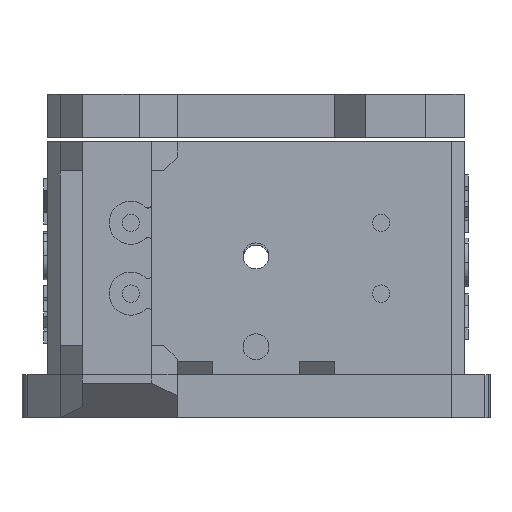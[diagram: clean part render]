
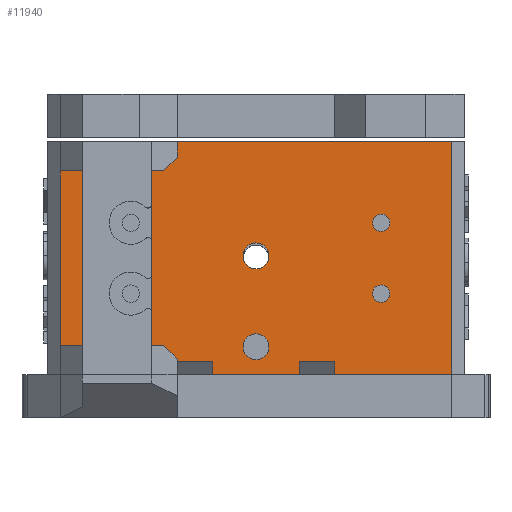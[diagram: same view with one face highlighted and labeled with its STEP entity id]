
A CAD part, front view. The second image highlights one B-rep face of the part: STEP entity #11940.
In plain terms, the highlighted planar face has unit normal (0, -1, 0).
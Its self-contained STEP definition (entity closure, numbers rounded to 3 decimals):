
#10702=CARTESIAN_POINT('',(61.334,-148.,-2.733));
#10703=VERTEX_POINT('',#10702);
#10712=CARTESIAN_POINT('',(62.834,-148.,-4.233));
#10713=VERTEX_POINT('',#10712);
#10714=CARTESIAN_POINT('',(62.834,-148.,-2.733));
#10715=DIRECTION('',(-0.,-1.,-0.));
#10716=DIRECTION('',(0.,0.,-1.));
#10717=AXIS2_PLACEMENT_3D('',#10714,#10715,#10716);
#10718=CIRCLE('',#10717,1.5);
#10719=EDGE_CURVE('',#10703,#10713,#10718,.T.);
#10721=CARTESIAN_POINT('',(62.834,-148.,-2.733));
#10722=DIRECTION('',(-0.,-1.,-0.));
#10723=DIRECTION('',(0.,0.,-1.));
#10724=AXIS2_PLACEMENT_3D('',#10721,#10722,#10723);
#10725=CIRCLE('',#10724,1.5);
#10726=EDGE_CURVE('',#10713,#10703,#10725,.T.);
#10753=CARTESIAN_POINT('',(85.535,-148.,-16.5));
#10754=VERTEX_POINT('',#10753);
#10763=CARTESIAN_POINT('',(71.949,-148.,-16.5));
#10764=VERTEX_POINT('',#10763);
#10765=CARTESIAN_POINT('',(85.535,-148.,-16.5));
#10766=DIRECTION('',(-1.,0.,0.));
#10767=VECTOR('',#10766,13.586);
#10768=LINE('',#10765,#10767);
#10769=EDGE_CURVE('',#10754,#10764,#10768,.T.);
#10787=CARTESIAN_POINT('',(67.834,-148.,-16.5));
#10788=VERTEX_POINT('',#10787);
#10795=CARTESIAN_POINT('',(57.834,-148.,-16.5));
#10796=VERTEX_POINT('',#10795);
#10797=CARTESIAN_POINT('',(67.834,-148.,-16.5));
#10798=DIRECTION('',(-1.,0.,0.));
#10799=VECTOR('',#10798,10.);
#10800=LINE('',#10797,#10799);
#10801=EDGE_CURVE('',#10788,#10796,#10800,.T.);
#11209=CARTESIAN_POINT('',(67.834,-148.,-15.));
#11210=VERTEX_POINT('',#11209);
#11211=CARTESIAN_POINT('',(67.834,-148.,-16.5));
#11212=DIRECTION('',(-0.,-0.,1.));
#11213=VECTOR('',#11212,1.5);
#11214=LINE('',#11211,#11213);
#11215=EDGE_CURVE('',#10788,#11210,#11214,.T.);
#11232=CARTESIAN_POINT('',(57.834,-148.,-15.));
#11233=VERTEX_POINT('',#11232);
#11234=CARTESIAN_POINT('',(57.834,-148.,-15.));
#11235=DIRECTION('',(0.,0.,-1.));
#11236=VECTOR('',#11235,1.5);
#11237=LINE('',#11234,#11236);
#11238=EDGE_CURVE('',#11233,#10796,#11237,.T.);
#11255=CARTESIAN_POINT('',(71.949,-148.,-15.));
#11256=VERTEX_POINT('',#11255);
#11257=CARTESIAN_POINT('',(71.949,-148.,-15.));
#11258=DIRECTION('',(-1.,0.,0.));
#11259=VECTOR('',#11258,4.115);
#11260=LINE('',#11257,#11259);
#11261=EDGE_CURVE('',#11256,#11210,#11260,.T.);
#11280=CARTESIAN_POINT('',(53.72,-148.,-15.));
#11281=VERTEX_POINT('',#11280);
#11282=CARTESIAN_POINT('',(57.834,-148.,-15.));
#11283=DIRECTION('',(-1.,0.,0.));
#11284=VECTOR('',#11283,4.115);
#11285=LINE('',#11282,#11284);
#11286=EDGE_CURVE('',#11233,#11281,#11285,.T.);
#11733=CARTESIAN_POINT('',(61.334,-148.,-13.267));
#11734=VERTEX_POINT('',#11733);
#11741=CARTESIAN_POINT('',(62.834,-148.,-14.767));
#11742=VERTEX_POINT('',#11741);
#11743=CARTESIAN_POINT('',(62.834,-148.,-13.267));
#11744=DIRECTION('',(-0.,-1.,-0.));
#11745=DIRECTION('',(0.,0.,-1.));
#11746=AXIS2_PLACEMENT_3D('',#11743,#11744,#11745);
#11747=CIRCLE('',#11746,1.5);
#11748=EDGE_CURVE('',#11734,#11742,#11747,.T.);
#11750=CARTESIAN_POINT('',(62.834,-148.,-13.267));
#11751=DIRECTION('',(-0.,-1.,-0.));
#11752=DIRECTION('',(0.,0.,-1.));
#11753=AXIS2_PLACEMENT_3D('',#11750,#11751,#11752);
#11754=CIRCLE('',#11753,1.5);
#11755=EDGE_CURVE('',#11742,#11734,#11754,.T.);
#11763=CARTESIAN_POINT('',(40.135,-148.,-16.5));
#11764=DIRECTION('',(-0.,-1.,-0.));
#11765=DIRECTION('',(1.,-0.,-0.));
#11766=AXIS2_PLACEMENT_3D('',#11763,#11764,#11765);
#11767=PLANE('',#11766);
#11768=CARTESIAN_POINT('',(85.535,-148.,10.5));
#11769=VERTEX_POINT('',#11768);
#11770=CARTESIAN_POINT('',(85.535,-148.,-16.5));
#11771=DIRECTION('',(0.,-0.,1.));
#11772=VECTOR('',#11771,27.);
#11773=LINE('',#11770,#11772);
#11774=EDGE_CURVE('',#10754,#11769,#11773,.T.);
#11775=ORIENTED_EDGE('',*,*,#11774,.T.);
#11776=CARTESIAN_POINT('',(53.72,-148.,10.5));
#11777=VERTEX_POINT('',#11776);
#11778=CARTESIAN_POINT('',(53.72,-148.,10.5));
#11779=DIRECTION('',(1.,-0.,-0.));
#11780=VECTOR('',#11779,31.815);
#11781=LINE('',#11778,#11780);
#11782=EDGE_CURVE('',#11777,#11769,#11781,.T.);
#11783=ORIENTED_EDGE('',*,*,#11782,.F.);
#11784=CARTESIAN_POINT('',(53.72,-148.,8.7));
#11785=VERTEX_POINT('',#11784);
#11786=CARTESIAN_POINT('',(53.72,-148.,10.5));
#11787=DIRECTION('',(-0.,0.,-1.));
#11788=VECTOR('',#11787,1.8);
#11789=LINE('',#11786,#11788);
#11790=EDGE_CURVE('',#11777,#11785,#11789,.T.);
#11791=ORIENTED_EDGE('',*,*,#11790,.T.);
#11792=CARTESIAN_POINT('',(52.12,-148.,7.1));
#11793=VERTEX_POINT('',#11792);
#11794=CARTESIAN_POINT('',(53.72,-148.,8.7));
#11795=DIRECTION('',(-0.707,0.,-0.707));
#11796=VECTOR('',#11795,2.263);
#11797=LINE('',#11794,#11796);
#11798=EDGE_CURVE('',#11785,#11793,#11797,.T.);
#11799=ORIENTED_EDGE('',*,*,#11798,.T.);
#11800=CARTESIAN_POINT('',(40.135,-148.,7.1));
#11801=VERTEX_POINT('',#11800);
#11802=CARTESIAN_POINT('',(52.12,-148.,7.1));
#11803=DIRECTION('',(-1.,0.,0.));
#11804=VECTOR('',#11803,11.985);
#11805=LINE('',#11802,#11804);
#11806=EDGE_CURVE('',#11793,#11801,#11805,.T.);
#11807=ORIENTED_EDGE('',*,*,#11806,.T.);
#11808=CARTESIAN_POINT('',(40.135,-148.,-13.1));
#11809=VERTEX_POINT('',#11808);
#11810=CARTESIAN_POINT('',(40.135,-148.,-13.1));
#11811=DIRECTION('',(0.,-0.,1.));
#11812=VECTOR('',#11811,20.2);
#11813=LINE('',#11810,#11812);
#11814=EDGE_CURVE('',#11809,#11801,#11813,.T.);
#11815=ORIENTED_EDGE('',*,*,#11814,.F.);
#11816=CARTESIAN_POINT('',(52.12,-148.,-13.1));
#11817=VERTEX_POINT('',#11816);
#11818=CARTESIAN_POINT('',(40.135,-148.,-13.1));
#11819=DIRECTION('',(1.,-0.,-0.));
#11820=VECTOR('',#11819,11.985);
#11821=LINE('',#11818,#11820);
#11822=EDGE_CURVE('',#11809,#11817,#11821,.T.);
#11823=ORIENTED_EDGE('',*,*,#11822,.T.);
#11824=CARTESIAN_POINT('',(53.72,-148.,-14.7));
#11825=VERTEX_POINT('',#11824);
#11826=CARTESIAN_POINT('',(52.12,-148.,-13.1));
#11827=DIRECTION('',(0.707,0.,-0.707));
#11828=VECTOR('',#11827,2.263);
#11829=LINE('',#11826,#11828);
#11830=EDGE_CURVE('',#11817,#11825,#11829,.T.);
#11831=ORIENTED_EDGE('',*,*,#11830,.T.);
#11832=CARTESIAN_POINT('',(53.72,-148.,-14.7));
#11833=DIRECTION('',(-0.,0.,-1.));
#11834=VECTOR('',#11833,0.3);
#11835=LINE('',#11832,#11834);
#11836=EDGE_CURVE('',#11825,#11281,#11835,.T.);
#11837=ORIENTED_EDGE('',*,*,#11836,.T.);
#11838=ORIENTED_EDGE('',*,*,#11286,.F.);
#11839=ORIENTED_EDGE('',*,*,#11238,.T.);
#11840=ORIENTED_EDGE('',*,*,#10801,.F.);
#11841=ORIENTED_EDGE('',*,*,#11215,.T.);
#11842=ORIENTED_EDGE('',*,*,#11261,.F.);
#11843=CARTESIAN_POINT('',(71.949,-148.,-15.));
#11844=DIRECTION('',(0.,0.,-1.));
#11845=VECTOR('',#11844,1.5);
#11846=LINE('',#11843,#11845);
#11847=EDGE_CURVE('',#11256,#10764,#11846,.T.);
#11848=ORIENTED_EDGE('',*,*,#11847,.T.);
#11849=ORIENTED_EDGE('',*,*,#10769,.F.);
#11850=EDGE_LOOP('',(#11775,#11783,#11791,#11799,#11807,#11815,#11823,#11831,#11837,#11838,#11839,#11840,#11841,#11842,#11848,#11849));
#11851=FACE_BOUND('',#11850,.T.);
#11852=ORIENTED_EDGE('',*,*,#11748,.F.);
#11853=ORIENTED_EDGE('',*,*,#11755,.F.);
#11854=EDGE_LOOP('',(#11852,#11853));
#11855=FACE_BOUND('',#11854,.T.);
#11856=ORIENTED_EDGE('',*,*,#10719,.F.);
#11857=ORIENTED_EDGE('',*,*,#10726,.F.);
#11858=EDGE_LOOP('',(#11856,#11857));
#11859=FACE_BOUND('',#11858,.T.);
#11860=CARTESIAN_POINT('',(77.349,-148.,-6.099));
#11861=VERTEX_POINT('',#11860);
#11862=CARTESIAN_POINT('',(78.349,-148.,-7.099));
#11863=VERTEX_POINT('',#11862);
#11864=CARTESIAN_POINT('',(77.349,-148.,-7.099));
#11865=DIRECTION('',(0.,1.,0.));
#11866=DIRECTION('',(0.,-0.,1.));
#11867=AXIS2_PLACEMENT_3D('',#11864,#11865,#11866);
#11868=CIRCLE('',#11867,1.);
#11869=EDGE_CURVE('',#11861,#11863,#11868,.T.);
#11870=ORIENTED_EDGE('',*,*,#11869,.T.);
#11871=CARTESIAN_POINT('',(77.349,-148.,-7.099));
#11872=DIRECTION('',(0.,1.,0.));
#11873=DIRECTION('',(0.,-0.,1.));
#11874=AXIS2_PLACEMENT_3D('',#11871,#11872,#11873);
#11875=CIRCLE('',#11874,1.);
#11876=EDGE_CURVE('',#11863,#11861,#11875,.T.);
#11877=ORIENTED_EDGE('',*,*,#11876,.T.);
#11878=EDGE_LOOP('',(#11870,#11877));
#11879=FACE_BOUND('',#11878,.T.);
#11880=CARTESIAN_POINT('',(48.32,-148.,-6.099));
#11881=VERTEX_POINT('',#11880);
#11882=CARTESIAN_POINT('',(49.32,-148.,-7.099));
#11883=VERTEX_POINT('',#11882);
#11884=CARTESIAN_POINT('',(48.32,-148.,-7.099));
#11885=DIRECTION('',(0.,1.,0.));
#11886=DIRECTION('',(0.,-0.,1.));
#11887=AXIS2_PLACEMENT_3D('',#11884,#11885,#11886);
#11888=CIRCLE('',#11887,1.);
#11889=EDGE_CURVE('',#11881,#11883,#11888,.T.);
#11890=ORIENTED_EDGE('',*,*,#11889,.T.);
#11891=CARTESIAN_POINT('',(48.32,-148.,-7.099));
#11892=DIRECTION('',(0.,1.,0.));
#11893=DIRECTION('',(0.,-0.,1.));
#11894=AXIS2_PLACEMENT_3D('',#11891,#11892,#11893);
#11895=CIRCLE('',#11894,1.);
#11896=EDGE_CURVE('',#11883,#11881,#11895,.T.);
#11897=ORIENTED_EDGE('',*,*,#11896,.T.);
#11898=EDGE_LOOP('',(#11890,#11897));
#11899=FACE_BOUND('',#11898,.T.);
#11900=CARTESIAN_POINT('',(77.349,-148.,2.101));
#11901=VERTEX_POINT('',#11900);
#11902=CARTESIAN_POINT('',(78.349,-148.,1.101));
#11903=VERTEX_POINT('',#11902);
#11904=CARTESIAN_POINT('',(77.349,-148.,1.101));
#11905=DIRECTION('',(0.,1.,0.));
#11906=DIRECTION('',(0.,-0.,1.));
#11907=AXIS2_PLACEMENT_3D('',#11904,#11905,#11906);
#11908=CIRCLE('',#11907,1.);
#11909=EDGE_CURVE('',#11901,#11903,#11908,.T.);
#11910=ORIENTED_EDGE('',*,*,#11909,.T.);
#11911=CARTESIAN_POINT('',(77.349,-148.,1.101));
#11912=DIRECTION('',(0.,1.,0.));
#11913=DIRECTION('',(0.,-0.,1.));
#11914=AXIS2_PLACEMENT_3D('',#11911,#11912,#11913);
#11915=CIRCLE('',#11914,1.);
#11916=EDGE_CURVE('',#11903,#11901,#11915,.T.);
#11917=ORIENTED_EDGE('',*,*,#11916,.T.);
#11918=EDGE_LOOP('',(#11910,#11917));
#11919=FACE_BOUND('',#11918,.T.);
#11920=CARTESIAN_POINT('',(48.32,-148.,2.101));
#11921=VERTEX_POINT('',#11920);
#11922=CARTESIAN_POINT('',(49.32,-148.,1.101));
#11923=VERTEX_POINT('',#11922);
#11924=CARTESIAN_POINT('',(48.32,-148.,1.101));
#11925=DIRECTION('',(0.,1.,0.));
#11926=DIRECTION('',(0.,-0.,1.));
#11927=AXIS2_PLACEMENT_3D('',#11924,#11925,#11926);
#11928=CIRCLE('',#11927,1.);
#11929=EDGE_CURVE('',#11921,#11923,#11928,.T.);
#11930=ORIENTED_EDGE('',*,*,#11929,.T.);
#11931=CARTESIAN_POINT('',(48.32,-148.,1.101));
#11932=DIRECTION('',(0.,1.,0.));
#11933=DIRECTION('',(0.,-0.,1.));
#11934=AXIS2_PLACEMENT_3D('',#11931,#11932,#11933);
#11935=CIRCLE('',#11934,1.);
#11936=EDGE_CURVE('',#11923,#11921,#11935,.T.);
#11937=ORIENTED_EDGE('',*,*,#11936,.T.);
#11938=EDGE_LOOP('',(#11930,#11937));
#11939=FACE_BOUND('',#11938,.T.);
#11940=ADVANCED_FACE('',(#11851,#11855,#11859,#11879,#11899,#11919,#11939),#11767,.T.);
